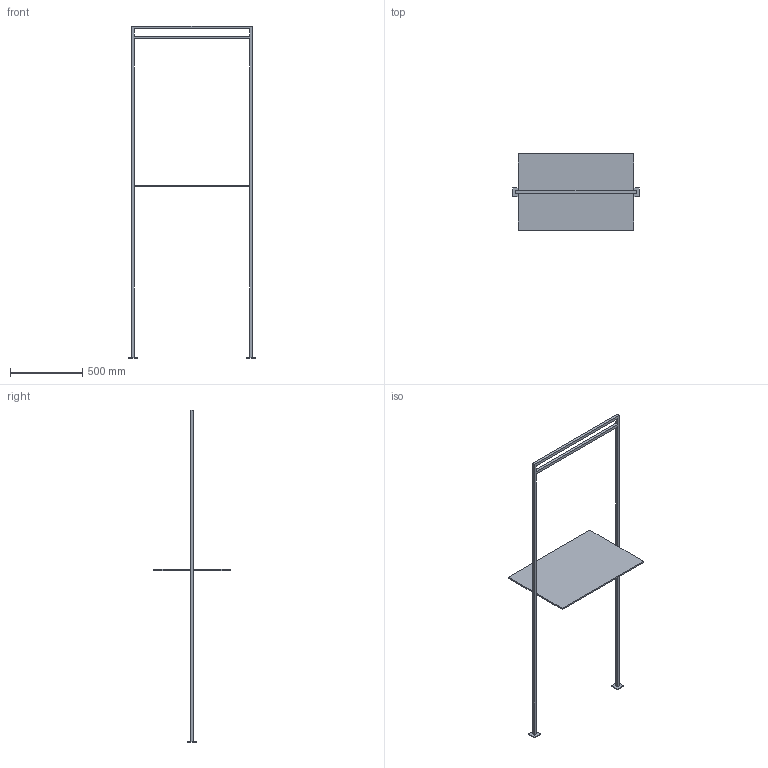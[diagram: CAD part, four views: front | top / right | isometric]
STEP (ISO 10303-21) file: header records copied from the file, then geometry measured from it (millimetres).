
FILE_DESCRIPTION(('CATIA V5 STEP Exchange'),'2;1');
FILE_NAME('masaabb.stp','2022-03-03T11:47:50+00:00',('none'),('none'),'CATIA Version 5-6 Release 2017','CATIA V5 STEP AP203','none');
FILE_SCHEMA(('CONFIG_CONTROL_DESIGN'));
Length unit declared in the file: millimetre
Products named in the file (1): masaabb
Bounding box: 880 x 530 x 2305 mm (x, y, z)
Volume: 6756000 mm3; surface area: 1385000 mm2
Topology: 1 solids, 1 shells, 34 faces, 88 edges, 56 vertices
Faces by surface type: plane 34
Entity records: 997 total; most frequent: ORIENTED_EDGE 176, CARTESIAN_POINT 167, DIRECTION 132, VECTOR 88, EDGE_CURVE 88, LINE 88, VERTEX_POINT 56, EDGE_LOOP 38
